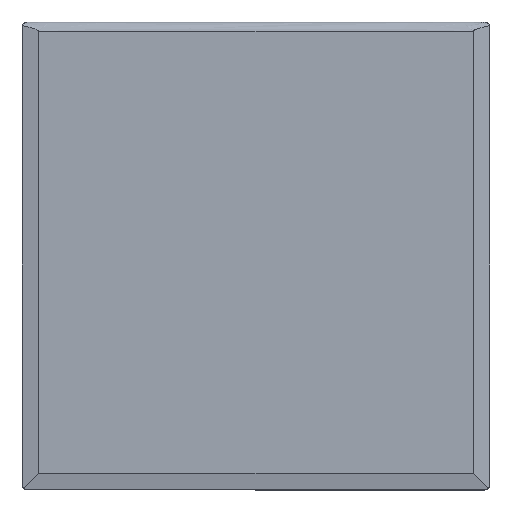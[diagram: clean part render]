
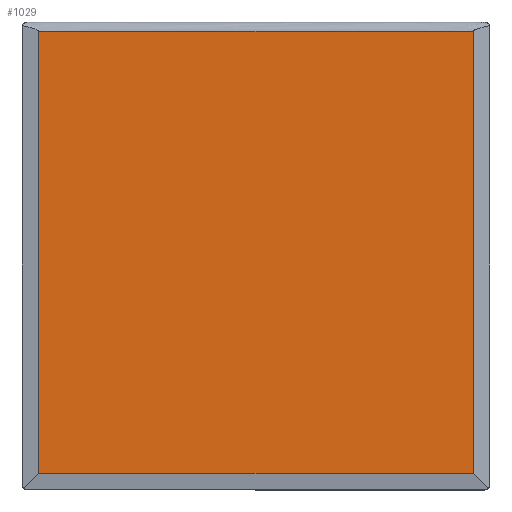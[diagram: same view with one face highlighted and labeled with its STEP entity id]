
A CAD part, top view. The second image highlights one B-rep face of the part: STEP entity #1029.
In plain terms, the highlighted planar face has unit normal (0, 0, 1).
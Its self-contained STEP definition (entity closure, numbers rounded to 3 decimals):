
#122 = EDGE_CURVE ( 'NONE', #1351, #3100, #864, .T. ) ;
#254 = CARTESIAN_POINT ( 'NONE',  ( 117.5, 121.5, 0. ) ) ;
#270 = EDGE_CURVE ( 'NONE', #1833, #1351, #3339, .T. ) ;
#414 = DIRECTION ( 'NONE',  ( -1., 0., 0. ) ) ;
#703 = DIRECTION ( 'NONE',  ( 0., 0., -1. ) ) ;
#864 = LINE ( 'NONE', #2362, #2871 ) ;
#1029 = ADVANCED_FACE ( 'NONE', ( #3095 ), #1278, .F. ) ;
#1089 = CARTESIAN_POINT ( 'NONE',  ( -117.5, -117.5, 0. ) ) ;
#1113 = CARTESIAN_POINT ( 'NONE',  ( 117.5, 123.5, 0. ) ) ;
#1160 = CARTESIAN_POINT ( 'NONE',  ( -39.167, 121.5, 0. ) ) ;
#1170 = DIRECTION ( 'NONE',  ( 1., 0., 0. ) ) ;
#1234 = EDGE_CURVE ( 'NONE', #2834, #1833, #3863, .T. ) ;
#1246 = ORIENTED_EDGE ( 'NONE', *, *, #122, .T. ) ;
#1278 = PLANE ( 'NONE',  #1506 ) ;
#1320 = CARTESIAN_POINT ( 'NONE',  ( 117.5, 121.5, 0. ) ) ;
#1351 = VERTEX_POINT ( 'NONE', #1089 ) ;
#1412 = LINE ( 'NONE', #1113, #3069 ) ;
#1506 = AXIS2_PLACEMENT_3D ( 'NONE', #3673, #703, #414 ) ;
#1714 = CARTESIAN_POINT ( 'NONE',  ( 117.5, -117.5, 0. ) ) ;
#1818 = CARTESIAN_POINT ( 'NONE',  ( -117.5, -123.5, 0. ) ) ;
#1833 = VERTEX_POINT ( 'NONE', #3550 ) ;
#2055 = VECTOR ( 'NONE', #2385, 1000. ) ;
#2211 = ORIENTED_EDGE ( 'NONE', *, *, #3050, .T. ) ;
#2362 = CARTESIAN_POINT ( 'NONE',  ( 123.5, -117.5, 0. ) ) ;
#2370 = CARTESIAN_POINT ( 'NONE',  ( -117.5, 121.5, 0. ) ) ;
#2385 = DIRECTION ( 'NONE',  ( 0., -1., 0. ) ) ;
#2829 = ORIENTED_EDGE ( 'NONE', *, *, #270, .T. ) ;
#2834 = VERTEX_POINT ( 'NONE', #1320 ) ;
#2871 = VECTOR ( 'NONE', #1170, 1000. ) ;
#2958 = EDGE_LOOP ( 'NONE', ( #2211, #3801, #2829, #1246 ) ) ;
#3050 = EDGE_CURVE ( 'NONE', #3100, #2834, #1412, .T. ) ;
#3069 = VECTOR ( 'NONE', #3136, 1000. ) ;
#3095 = FACE_OUTER_BOUND ( 'NONE', #2958, .T. ) ;
#3100 = VERTEX_POINT ( 'NONE', #1714 ) ;
#3136 = DIRECTION ( 'NONE',  ( 0., 1., 0. ) ) ;
#3339 = LINE ( 'NONE', #1818, #2055 ) ;
#3550 = CARTESIAN_POINT ( 'NONE',  ( -117.5, 121.5, 0. ) ) ;
#3673 = CARTESIAN_POINT ( 'NONE',  ( -123.5, -123.5, 0. ) ) ;
#3801 = ORIENTED_EDGE ( 'NONE', *, *, #1234, .T. ) ;
#3835 = CARTESIAN_POINT ( 'NONE',  ( 39.167, 121.5, 0. ) ) ;
#3863 = B_SPLINE_CURVE_WITH_KNOTS ( 'NONE', 3,
 ( #254, #3835, #1160, #2370 ),
 .UNSPECIFIED., .F., .F.,
 ( 4, 4 ),
 ( 0., 1. ),
 .UNSPECIFIED. ) ;
